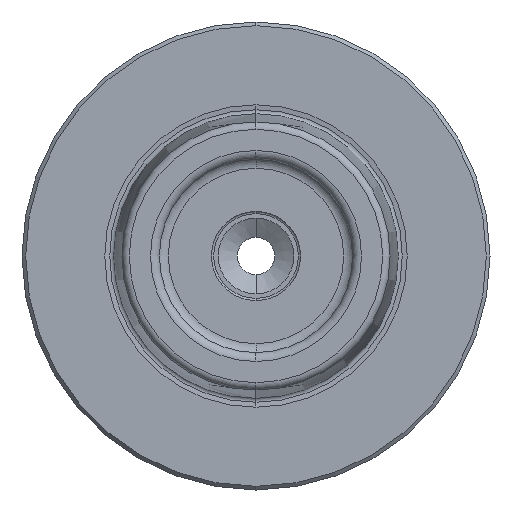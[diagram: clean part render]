
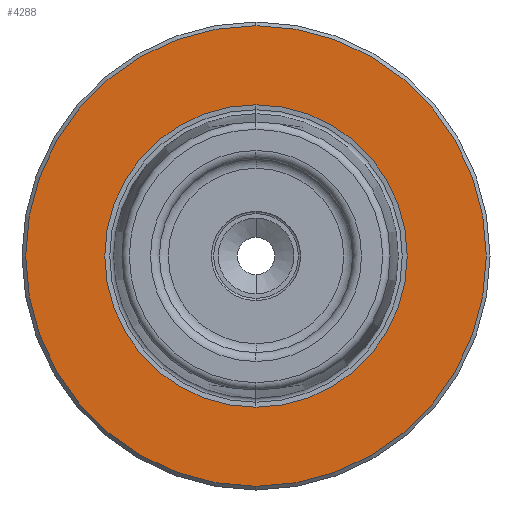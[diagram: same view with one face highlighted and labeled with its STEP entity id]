
A CAD part, left-side view. The second image highlights one B-rep face of the part: STEP entity #4288.
In plain terms, the highlighted planar face has unit normal (-1, 0, 0).
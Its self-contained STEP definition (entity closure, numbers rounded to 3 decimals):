
#4226=CARTESIAN_POINT('',(0.,0.,-20.358));
#4227=VERTEX_POINT('',#4226);
#4234=CARTESIAN_POINT('',(0.,-0.,20.358));
#4235=VERTEX_POINT('',#4234);
#4236=CARTESIAN_POINT('',(0.,0.,0.));
#4237=DIRECTION('',(-1.,0.,0.));
#4238=DIRECTION('',(0.,0.,1.));
#4239=AXIS2_PLACEMENT_3D('',#4236,#4237,#4238);
#4240=CIRCLE('',#4239,20.358);
#4241=EDGE_CURVE('',#4227,#4235,#4240,.T.);
#4253=CARTESIAN_POINT('',(0.,0.,20.358));
#4254=DIRECTION('',(1.,0.,0.));
#4255=DIRECTION('',(0.,0.,-1.));
#4256=AXIS2_PLACEMENT_3D('',#4253,#4254,#4255);
#4257=PLANE('',#4256);
#4258=ORIENTED_EDGE('',*,*,#4241,.F.);
#4259=CARTESIAN_POINT('',(0.,0.,0.));
#4260=DIRECTION('',(-1.,0.,0.));
#4261=DIRECTION('',(0.,0.,1.));
#4262=AXIS2_PLACEMENT_3D('',#4259,#4260,#4261);
#4263=CIRCLE('',#4262,20.358);
#4264=EDGE_CURVE('',#4235,#4227,#4263,.T.);
#4265=ORIENTED_EDGE('',*,*,#4264,.F.);
#4266=EDGE_LOOP('',(#4258,#4265));
#4267=FACE_BOUND('',#4266,.T.);
#4268=CARTESIAN_POINT('',(-0.,-0.,31.));
#4269=VERTEX_POINT('',#4268);
#4270=CARTESIAN_POINT('',(-0.,0.,-31.));
#4271=VERTEX_POINT('',#4270);
#4272=CARTESIAN_POINT('',(0.,0.,0.));
#4273=DIRECTION('',(-1.,0.,0.));
#4274=DIRECTION('',(0.,0.,1.));
#4275=AXIS2_PLACEMENT_3D('',#4272,#4273,#4274);
#4276=CIRCLE('',#4275,31.);
#4277=EDGE_CURVE('',#4269,#4271,#4276,.T.);
#4278=ORIENTED_EDGE('',*,*,#4277,.T.);
#4279=CARTESIAN_POINT('',(0.,0.,0.));
#4280=DIRECTION('',(-1.,0.,0.));
#4281=DIRECTION('',(0.,0.,1.));
#4282=AXIS2_PLACEMENT_3D('',#4279,#4280,#4281);
#4283=CIRCLE('',#4282,31.);
#4284=EDGE_CURVE('',#4271,#4269,#4283,.T.);
#4285=ORIENTED_EDGE('',*,*,#4284,.T.);
#4286=EDGE_LOOP('',(#4278,#4285));
#4287=FACE_BOUND('',#4286,.T.);
#4288=ADVANCED_FACE('',(#4267,#4287),#4257,.F.);
